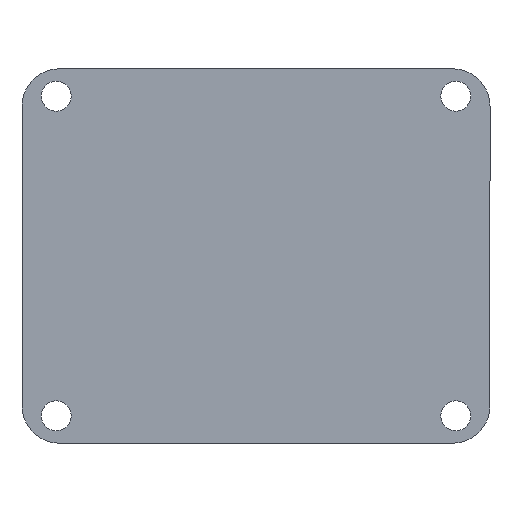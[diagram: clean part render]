
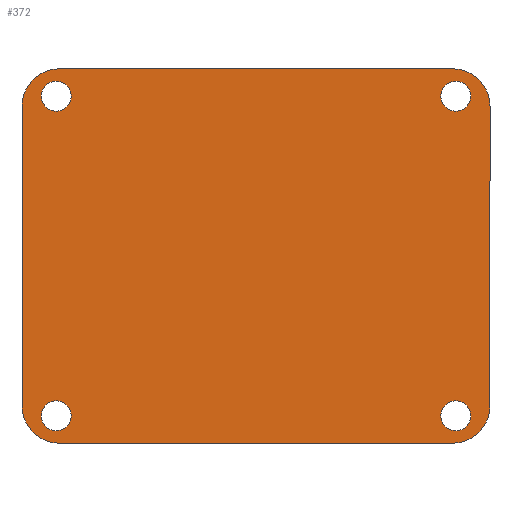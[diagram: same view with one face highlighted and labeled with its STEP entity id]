
A CAD part, front view. The second image highlights one B-rep face of the part: STEP entity #372.
In plain terms, the highlighted planar face has unit normal (0, -1, 0).
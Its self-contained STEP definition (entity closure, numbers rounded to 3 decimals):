
#8 = DIRECTION ( 'NONE',  ( 0., 1., 0. ) ) ;
#11 = DIRECTION ( 'NONE',  ( 0., 0., 1. ) ) ;
#13 = CARTESIAN_POINT ( 'NONE',  ( -16., 0., 16. ) ) ;
#16 = EDGE_CURVE ( 'NONE', #376, #404, #267, .T. ) ;
#17 = CARTESIAN_POINT ( 'NONE',  ( -20., 0., 16. ) ) ;
#18 = AXIS2_PLACEMENT_3D ( 'NONE', #105, #449, #311 ) ;
#19 = CARTESIAN_POINT ( 'NONE',  ( -16.344, 0., 17.075 ) ) ;
#20 = FACE_BOUND ( 'NONE', #523, .T. ) ;
#25 = DIRECTION ( 'NONE',  ( 0., 0., -1. ) ) ;
#28 = CIRCLE ( 'NONE', #259, 1.598 ) ;
#29 = ORIENTED_EDGE ( 'NONE', *, *, #410, .F. ) ;
#39 = DIRECTION ( 'NONE',  ( 0., 0., -1. ) ) ;
#42 = CARTESIAN_POINT ( 'NONE',  ( 26.344, 0., -17.075 ) ) ;
#43 = EDGE_CURVE ( 'NONE', #323, #228, #516, .T. ) ;
#53 = CIRCLE ( 'NONE', #438, 4. ) ;
#58 = DIRECTION ( 'NONE',  ( 0., 0., 1. ) ) ;
#66 = ORIENTED_EDGE ( 'NONE', *, *, #442, .F. ) ;
#68 = LINE ( 'NONE', #602, #581 ) ;
#72 = DIRECTION ( 'NONE',  ( 0., 0., -1. ) ) ;
#74 = EDGE_CURVE ( 'NONE', #225, #329, #104, .T. ) ;
#75 = VERTEX_POINT ( 'NONE', #331 ) ;
#77 = AXIS2_PLACEMENT_3D ( 'NONE', #19, #411, #119 ) ;
#84 = CARTESIAN_POINT ( 'NONE',  ( -16.344, 0., -18.673 ) ) ;
#85 = EDGE_LOOP ( 'NONE', ( #112, #408 ) ) ;
#95 = VERTEX_POINT ( 'NONE', #195 ) ;
#104 = CIRCLE ( 'NONE', #534, 4. ) ;
#105 = CARTESIAN_POINT ( 'NONE',  ( -16.344, 0., -17.075 ) ) ;
#108 = DIRECTION ( 'NONE',  ( 0., 1., 0. ) ) ;
#109 = CIRCLE ( 'NONE', #77, 1.598 ) ;
#110 = DIRECTION ( 'NONE',  ( 0., 1., 0. ) ) ;
#112 = ORIENTED_EDGE ( 'NONE', *, *, #325, .T. ) ;
#119 = DIRECTION ( 'NONE',  ( 0., 0., -1. ) ) ;
#121 = VECTOR ( 'NONE', #525, 1000. ) ;
#124 = DIRECTION ( 'NONE',  ( 0., 0., 1. ) ) ;
#126 = AXIS2_PLACEMENT_3D ( 'NONE', #618, #319, #615 ) ;
#136 = CARTESIAN_POINT ( 'NONE',  ( -16.344, 0., -15.477 ) ) ;
#144 = EDGE_CURVE ( 'NONE', #95, #225, #584, .T. ) ;
#149 = FACE_BOUND ( 'NONE', #596, .T. ) ;
#154 = DIRECTION ( 'NONE',  ( 0., 0., 1. ) ) ;
#161 = DIRECTION ( 'NONE',  ( 0., 1., 0. ) ) ;
#163 = ORIENTED_EDGE ( 'NONE', *, *, #555, .F. ) ;
#167 = CARTESIAN_POINT ( 'NONE',  ( 30., 0., 16. ) ) ;
#172 = CARTESIAN_POINT ( 'NONE',  ( 26.344, 0., -18.673 ) ) ;
#176 = AXIS2_PLACEMENT_3D ( 'NONE', #431, #8, #248 ) ;
#182 = AXIS2_PLACEMENT_3D ( 'NONE', #459, #161, #561 ) ;
#186 = CARTESIAN_POINT ( 'NONE',  ( 26.344, 0., -15.477 ) ) ;
#188 = CIRCLE ( 'NONE', #126, 1.598 ) ;
#189 = ORIENTED_EDGE ( 'NONE', *, *, #43, .F. ) ;
#190 = CARTESIAN_POINT ( 'NONE',  ( -16., 0., -20. ) ) ;
#192 = DIRECTION ( 'NONE',  ( 0., 0., 1. ) ) ;
#194 = CARTESIAN_POINT ( 'NONE',  ( 30., 0., -16. ) ) ;
#195 = CARTESIAN_POINT ( 'NONE',  ( -16., 0., 20. ) ) ;
#196 = ORIENTED_EDGE ( 'NONE', *, *, #514, .F. ) ;
#203 = CIRCLE ( 'NONE', #512, 4. ) ;
#207 = DIRECTION ( 'NONE',  ( 1., 0., 0. ) ) ;
#208 = PLANE ( 'NONE',  #212 ) ;
#209 = ORIENTED_EDGE ( 'NONE', *, *, #211, .T. ) ;
#211 = EDGE_CURVE ( 'NONE', #585, #75, #188, .T. ) ;
#212 = AXIS2_PLACEMENT_3D ( 'NONE', #13, #539, #192 ) ;
#223 = DIRECTION ( 'NONE',  ( 0., 1., 0. ) ) ;
#225 = VERTEX_POINT ( 'NONE', #390 ) ;
#228 = VERTEX_POINT ( 'NONE', #406 ) ;
#238 = CIRCLE ( 'NONE', #378, 1.598 ) ;
#244 = ORIENTED_EDGE ( 'NONE', *, *, #249, .T. ) ;
#248 = DIRECTION ( 'NONE',  ( 0., 0., 1. ) ) ;
#249 = EDGE_CURVE ( 'NONE', #475, #626, #28, .T. ) ;
#250 = CARTESIAN_POINT ( 'NONE',  ( -20., 0., 16. ) ) ;
#251 = LINE ( 'NONE', #17, #369 ) ;
#255 = DIRECTION ( 'NONE',  ( 0., 0., -1. ) ) ;
#259 = AXIS2_PLACEMENT_3D ( 'NONE', #42, #391, #72 ) ;
#267 = CIRCLE ( 'NONE', #182, 1.598 ) ;
#269 = DIRECTION ( 'NONE',  ( 0., 1., 0. ) ) ;
#276 = EDGE_CURVE ( 'NONE', #389, #484, #509, .T. ) ;
#277 = AXIS2_PLACEMENT_3D ( 'NONE', #405, #108, #58 ) ;
#282 = ORIENTED_EDGE ( 'NONE', *, *, #418, .T. ) ;
#294 = AXIS2_PLACEMENT_3D ( 'NONE', #527, #223, #25 ) ;
#302 = EDGE_LOOP ( 'NONE', ( #29, #66, #196, #189, #163, #439, #623, #457 ) ) ;
#305 = CARTESIAN_POINT ( 'NONE',  ( -16.344, 0., 15.477 ) ) ;
#311 = DIRECTION ( 'NONE',  ( 0., 0., 1. ) ) ;
#315 = FACE_BOUND ( 'NONE', #448, .T. ) ;
#319 = DIRECTION ( 'NONE',  ( 0., 1., 0. ) ) ;
#323 = VERTEX_POINT ( 'NONE', #385 ) ;
#325 = EDGE_CURVE ( 'NONE', #484, #389, #109, .T. ) ;
#329 = VERTEX_POINT ( 'NONE', #167 ) ;
#331 = CARTESIAN_POINT ( 'NONE',  ( 26.344, 0., 15.477 ) ) ;
#337 = VECTOR ( 'NONE', #207, 1000. ) ;
#351 = EDGE_CURVE ( 'NONE', #404, #376, #407, .T. ) ;
#369 = VECTOR ( 'NONE', #612, 1000. ) ;
#372 = ADVANCED_FACE ( 'NONE', ( #149, #315, #422, #20, #528 ), #208, .F. ) ;
#376 = VERTEX_POINT ( 'NONE', #84 ) ;
#378 = AXIS2_PLACEMENT_3D ( 'NONE', #398, #599, #255 ) ;
#385 = CARTESIAN_POINT ( 'NONE',  ( 26., 0., -20. ) ) ;
#389 = VERTEX_POINT ( 'NONE', #593 ) ;
#390 = CARTESIAN_POINT ( 'NONE',  ( 26., 0., 20. ) ) ;
#391 = DIRECTION ( 'NONE',  ( 0., 1., 0. ) ) ;
#395 = CIRCLE ( 'NONE', #176, 4. ) ;
#396 = ORIENTED_EDGE ( 'NONE', *, *, #16, .T. ) ;
#398 = CARTESIAN_POINT ( 'NONE',  ( 26.344, 0., -17.075 ) ) ;
#404 = VERTEX_POINT ( 'NONE', #136 ) ;
#405 = CARTESIAN_POINT ( 'NONE',  ( 26.344, 0., 17.075 ) ) ;
#406 = CARTESIAN_POINT ( 'NONE',  ( -16., 0., -20. ) ) ;
#407 = CIRCLE ( 'NONE', #18, 1.598 ) ;
#408 = ORIENTED_EDGE ( 'NONE', *, *, #276, .T. ) ;
#410 = EDGE_CURVE ( 'NONE', #447, #95, #395, .T. ) ;
#411 = DIRECTION ( 'NONE',  ( 0., 1., 0. ) ) ;
#418 = EDGE_CURVE ( 'NONE', #75, #585, #633, .T. ) ;
#422 = FACE_OUTER_BOUND ( 'NONE', #302, .T. ) ;
#425 = CARTESIAN_POINT ( 'NONE',  ( 26.344, 0., 18.673 ) ) ;
#431 = CARTESIAN_POINT ( 'NONE',  ( -16., 0., 16. ) ) ;
#438 = AXIS2_PLACEMENT_3D ( 'NONE', #517, #110, #11 ) ;
#439 = ORIENTED_EDGE ( 'NONE', *, *, #490, .F. ) ;
#442 = EDGE_CURVE ( 'NONE', #614, #447, #251, .T. ) ;
#445 = DIRECTION ( 'NONE',  ( 0., 1., 0. ) ) ;
#447 = VERTEX_POINT ( 'NONE', #250 ) ;
#448 = EDGE_LOOP ( 'NONE', ( #396, #480 ) ) ;
#449 = DIRECTION ( 'NONE',  ( 0., 1., 0. ) ) ;
#457 = ORIENTED_EDGE ( 'NONE', *, *, #144, .F. ) ;
#459 = CARTESIAN_POINT ( 'NONE',  ( -16.344, 0., -17.075 ) ) ;
#463 = EDGE_CURVE ( 'NONE', #626, #475, #238, .T. ) ;
#475 = VERTEX_POINT ( 'NONE', #186 ) ;
#480 = ORIENTED_EDGE ( 'NONE', *, *, #351, .T. ) ;
#484 = VERTEX_POINT ( 'NONE', #305 ) ;
#490 = EDGE_CURVE ( 'NONE', #329, #530, #68, .T. ) ;
#505 = CARTESIAN_POINT ( 'NONE',  ( -16., 0., -16. ) ) ;
#506 = CARTESIAN_POINT ( 'NONE',  ( -16., 0., 20. ) ) ;
#509 = CIRCLE ( 'NONE', #294, 1.598 ) ;
#512 = AXIS2_PLACEMENT_3D ( 'NONE', #505, #269, #124 ) ;
#514 = EDGE_CURVE ( 'NONE', #228, #614, #203, .T. ) ;
#516 = LINE ( 'NONE', #190, #121 ) ;
#517 = CARTESIAN_POINT ( 'NONE',  ( 26., 0., -16. ) ) ;
#523 = EDGE_LOOP ( 'NONE', ( #282, #209 ) ) ;
#525 = DIRECTION ( 'NONE',  ( -1., 0., 0. ) ) ;
#527 = CARTESIAN_POINT ( 'NONE',  ( -16.344, 0., 17.075 ) ) ;
#528 = FACE_BOUND ( 'NONE', #85, .T. ) ;
#530 = VERTEX_POINT ( 'NONE', #194 ) ;
#534 = AXIS2_PLACEMENT_3D ( 'NONE', #583, #445, #154 ) ;
#539 = DIRECTION ( 'NONE',  ( 0., 1., 0. ) ) ;
#555 = EDGE_CURVE ( 'NONE', #530, #323, #53, .T. ) ;
#561 = DIRECTION ( 'NONE',  ( 0., 0., 1. ) ) ;
#581 = VECTOR ( 'NONE', #39, 1000. ) ;
#583 = CARTESIAN_POINT ( 'NONE',  ( 26., 0., 16. ) ) ;
#584 = LINE ( 'NONE', #506, #337 ) ;
#585 = VERTEX_POINT ( 'NONE', #425 ) ;
#593 = CARTESIAN_POINT ( 'NONE',  ( -16.344, 0., 18.673 ) ) ;
#596 = EDGE_LOOP ( 'NONE', ( #611, #244 ) ) ;
#599 = DIRECTION ( 'NONE',  ( 0., 1., 0. ) ) ;
#602 = CARTESIAN_POINT ( 'NONE',  ( 30., 0., 16. ) ) ;
#611 = ORIENTED_EDGE ( 'NONE', *, *, #463, .T. ) ;
#612 = DIRECTION ( 'NONE',  ( 0., 0., 1. ) ) ;
#614 = VERTEX_POINT ( 'NONE', #625 ) ;
#615 = DIRECTION ( 'NONE',  ( 0., 0., 1. ) ) ;
#618 = CARTESIAN_POINT ( 'NONE',  ( 26.344, 0., 17.075 ) ) ;
#623 = ORIENTED_EDGE ( 'NONE', *, *, #74, .F. ) ;
#625 = CARTESIAN_POINT ( 'NONE',  ( -20., 0., -16. ) ) ;
#626 = VERTEX_POINT ( 'NONE', #172 ) ;
#633 = CIRCLE ( 'NONE', #277, 1.598 ) ;
